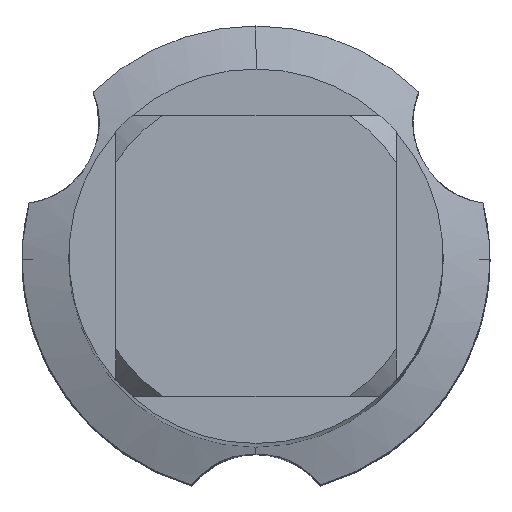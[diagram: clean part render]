
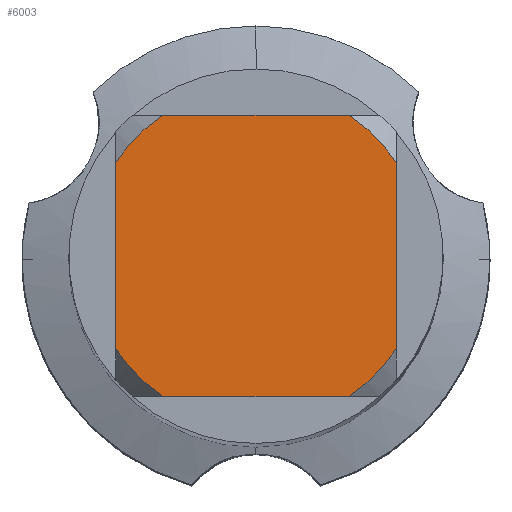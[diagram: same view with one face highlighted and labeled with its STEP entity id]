
A CAD part, top view. The second image highlights one B-rep face of the part: STEP entity #6003.
In plain terms, the highlighted planar face has unit normal (0, 0, 1).
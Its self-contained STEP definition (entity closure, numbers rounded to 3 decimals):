
#2429=VERTEX_POINT('',#6706);
#3491=VERTEX_POINT('',#7864);
#3615=VERTEX_POINT('',#7999);
#3625=EDGE_CURVE('',#3615,#4459,#8009,.T.);
#3925=VERTEX_POINT('',#8335);
#3953=EDGE_CURVE('',#5965,#5569,#8365,.T.);
#3995=EDGE_CURVE('',#2429,#3925,#8411,.T.);
#4195=EDGE_CURVE('',#2429,#5107,#8621,.T.);
#4459=VERTEX_POINT('',#8903);
#4661=EDGE_CURVE('',#5965,#5107,#9128,.T.);
#4913=EDGE_CURVE('',#3615,#3925,#9402,.T.);
#5107=VERTEX_POINT('',#9611);
#5329=EDGE_CURVE('',#3491,#4459,#9852,.T.);
#5569=VERTEX_POINT('',#10116);
#5807=EDGE_CURVE('',#3491,#5569,#10378,.T.);
#5965=VERTEX_POINT('',#10549);
#6003=ADVANCED_FACE('',(#10591),#10592,.T.);
#6706=CARTESIAN_POINT('',(6.0,-3.98,0.0));
#7864=CARTESIAN_POINT('',(-6.0,3.98,0.0));
#7999=CARTESIAN_POINT('',(-3.98,-6.0,0.0));
#8009=CIRCLE('',#13888,7.2);
#8335=CARTESIAN_POINT('',(3.98,-6.0,0.0));
#8365=LINE('',#14478,#14479);
#8411=CIRCLE('',#14573,7.2);
#8621=LINE('',#14949,#14950);
#8903=CARTESIAN_POINT('',(-6.0,-3.98,0.0));
#9128=CIRCLE('',#15797,7.2);
#9402=LINE('',#16257,#16258);
#9611=CARTESIAN_POINT('',(6.0,3.98,0.0));
#9852=LINE('',#17124,#17125);
#10116=CARTESIAN_POINT('',(-3.98,6.0,0.0));
#10378=CIRCLE('',#18028,7.2);
#10549=CARTESIAN_POINT('',(3.98,6.0,0.0));
#10591=FACE_OUTER_BOUND('',#18374,.T.);
#10592=PLANE('',#18375);
#13888=AXIS2_PLACEMENT_3D('',#21055,#21056,#21057);
#14478=CARTESIAN_POINT('',(0.0,6.0,0.0));
#14479=VECTOR('',#21416,1.0);
#14573=AXIS2_PLACEMENT_3D('',#21463,#21464,#21465);
#14949=CARTESIAN_POINT('',(6.0,1.8,0.0));
#14950=VECTOR('',#21636,1.0);
#15797=AXIS2_PLACEMENT_3D('',#22147,#22148,#22149);
#16257=CARTESIAN_POINT('',(0.0,-6.0,0.0));
#16258=VECTOR('',#22457,1.0);
#17124=CARTESIAN_POINT('',(-6.0,1.8,0.0));
#17125=VECTOR('',#23034,1.0);
#18028=AXIS2_PLACEMENT_3D('',#23604,#23605,#23606);
#18374=EDGE_LOOP('',(#23852,#23853,#23854,#23855,#23856,#23857,#23858,#23859));
#18375=AXIS2_PLACEMENT_3D('',#23860,#23861,#23862);
#21055=CARTESIAN_POINT('',(0.0,0.0,0.0));
#21056=DIRECTION('',(0.0,0.0,-1.0));
#21057=DIRECTION('',(0.0,1.0,0.0));
#21416=DIRECTION('',(-1.0,0.0,0.0));
#21463=CARTESIAN_POINT('',(0.0,0.0,0.0));
#21464=DIRECTION('',(0.0,0.0,-1.0));
#21465=DIRECTION('',(0.0,1.0,0.0));
#21636=DIRECTION('',(-0.0,1.0,0.0));
#22147=CARTESIAN_POINT('',(0.0,0.0,0.0));
#22148=DIRECTION('',(0.0,0.0,-1.0));
#22149=DIRECTION('',(0.0,1.0,0.0));
#22457=DIRECTION('',(1.0,0.0,0.0));
#23034=DIRECTION('',(-0.0,-1.0,0.0));
#23604=CARTESIAN_POINT('',(0.0,0.0,0.0));
#23605=DIRECTION('',(0.0,0.0,-1.0));
#23606=DIRECTION('',(0.0,1.0,0.0));
#23852=ORIENTED_EDGE('',*,*,#5329,.T.);
#23853=ORIENTED_EDGE('',*,*,#3625,.F.);
#23854=ORIENTED_EDGE('',*,*,#4913,.T.);
#23855=ORIENTED_EDGE('',*,*,#3995,.F.);
#23856=ORIENTED_EDGE('',*,*,#4195,.T.);
#23857=ORIENTED_EDGE('',*,*,#4661,.F.);
#23858=ORIENTED_EDGE('',*,*,#3953,.T.);
#23859=ORIENTED_EDGE('',*,*,#5807,.F.);
#23860=CARTESIAN_POINT('',(0.0,3.6,0.0));
#23861=DIRECTION('',(-0.0,0.0,1.0));
#23862=DIRECTION('',(0.0,-1.0,0.0));
